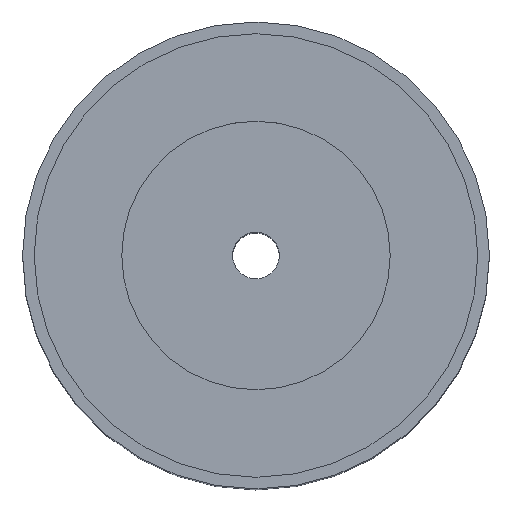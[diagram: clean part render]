
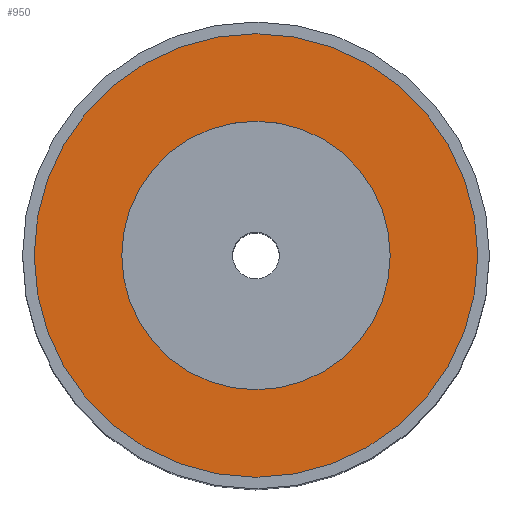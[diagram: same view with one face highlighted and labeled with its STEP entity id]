
A CAD part, top view. The second image highlights one B-rep face of the part: STEP entity #950.
In plain terms, the highlighted planar face has unit normal (0, 0, 1).
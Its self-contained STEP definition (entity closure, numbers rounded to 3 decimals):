
#950=ADVANCED_FACE($,(#956,#980),#951,.T.);
#951=PLANE($,#952);
#952=AXIS2_PLACEMENT_3D($,#953,#954,#955);
#953=CARTESIAN_POINT('',(2.5,0.0,10.998));
#954=DIRECTION('',(0.,0.,1.));
#955=DIRECTION('',(0.,1.,0.));
#956=FACE_OUTER_BOUND($,#957,.T.);
#957=EDGE_LOOP($,(#958, #969));
#961=CARTESIAN_POINT('',(-1.542,0.0,10.998));
#960=VERTEX_POINT('',#961);
#963=CARTESIAN_POINT('',(6.542,0.0,10.998));
#962=VERTEX_POINT('',#963);
#959=EDGE_CURVE($,#960,#962,#964,.T.);
#964=CIRCLE($,#965,4.042);
#966=CARTESIAN_POINT('',(2.5,0.0,10.998));
#965=AXIS2_PLACEMENT_3D($,#966,#967,#968);
#967=DIRECTION('',(0.0,0.0,-1.0));
#968=DIRECTION('',(1.0,0.0,0.0));
#958=ORIENTED_EDGE('',*,*,#959,.F.);
#970=EDGE_CURVE($,#962,#960,#975,.T.);
#975=CIRCLE($,#976,4.042);
#976=AXIS2_PLACEMENT_3D($,#966,#978,#979);
#978=DIRECTION('',(0.0,0.0,-1.0));
#979=DIRECTION('',(-1.0,0.0,0.0));
#969=ORIENTED_EDGE('',*,*,#970,.F.);
#980=FACE_BOUND($,#981,.T.);
#981=EDGE_LOOP($,(#982, #993));
#985=CARTESIAN_POINT('',(0.054,0.0,10.998));
#984=VERTEX_POINT('',#985);
#987=CARTESIAN_POINT('',(4.946,0.0,10.998));
#986=VERTEX_POINT('',#987);
#983=EDGE_CURVE($,#984,#986,#988,.T.);
#988=CIRCLE($,#989,2.446);
#989=AXIS2_PLACEMENT_3D($,#966,#991,#992);
#991=DIRECTION('',(0.0,0.0,1.0));
#992=DIRECTION('',(-1.0,0.0,0.0));
#982=ORIENTED_EDGE('',*,*,#983,.F.);
#994=EDGE_CURVE($,#986,#984,#999,.T.);
#999=CIRCLE($,#1000,2.446);
#1000=AXIS2_PLACEMENT_3D($,#966,#1002,#1003);
#1002=DIRECTION('',(0.0,0.0,1.0));
#1003=DIRECTION('',(1.0,0.0,0.0));
#993=ORIENTED_EDGE('',*,*,#994,.F.);
